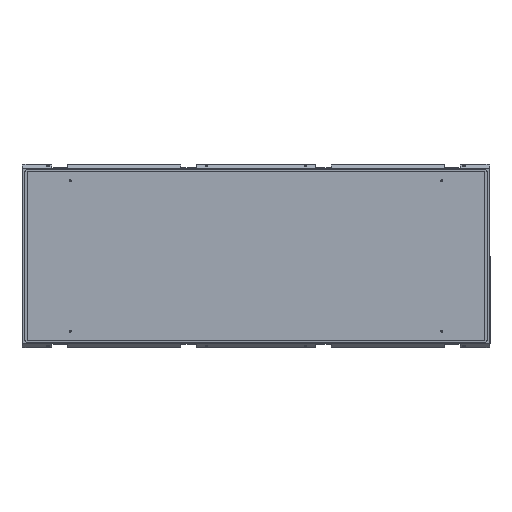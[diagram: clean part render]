
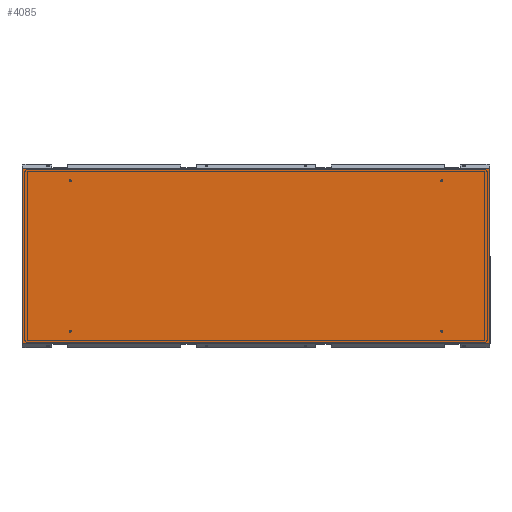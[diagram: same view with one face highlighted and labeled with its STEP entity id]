
A CAD part, left-side view. The second image highlights one B-rep face of the part: STEP entity #4085.
In plain terms, the highlighted face is planar.
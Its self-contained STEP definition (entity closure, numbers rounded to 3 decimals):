
#5 = VERTEX_POINT ( 'NONE', #5310 ) ;
#115 = LINE ( 'NONE', #4037, #3966 ) ;
#419 = DIRECTION ( 'NONE',  ( -1., 0., 0. ) ) ;
#459 = VERTEX_POINT ( 'NONE', #3671 ) ;
#649 = LINE ( 'NONE', #6470, #7000 ) ;
#763 = DIRECTION ( 'NONE',  ( 0., -1., 0. ) ) ;
#1002 = VECTOR ( 'NONE', #1263, 1000. ) ;
#1251 = EDGE_LOOP ( 'NONE', ( #7163, #1336, #3466, #6692 ) ) ;
#1263 = DIRECTION ( 'NONE',  ( 1., 0., 0. ) ) ;
#1336 = ORIENTED_EDGE ( 'NONE', *, *, #4971, .T. ) ;
#2539 = EDGE_CURVE ( 'NONE', #2914, #3464, #115, .T. ) ;
#2914 = VERTEX_POINT ( 'NONE', #5500 ) ;
#3464 = VERTEX_POINT ( 'NONE', #5364 ) ;
#3466 = ORIENTED_EDGE ( 'NONE', *, *, #2539, .T. ) ;
#3502 = CARTESIAN_POINT ( 'NONE',  ( 362.75, -970.5, 0. ) ) ;
#3579 = VECTOR ( 'NONE', #4367, 1000. ) ;
#3671 = CARTESIAN_POINT ( 'NONE',  ( 362.75, -970.5, 0. ) ) ;
#3966 = VECTOR ( 'NONE', #763, 1000. ) ;
#4037 = CARTESIAN_POINT ( 'NONE',  ( -362.75, -970.5, 0. ) ) ;
#4085 = ADVANCED_FACE ( 'NONE', ( #4432 ), #5681, .F. ) ;
#4367 = DIRECTION ( 'NONE',  ( 0., 1., 0. ) ) ;
#4432 = FACE_OUTER_BOUND ( 'NONE', #1251, .T. ) ;
#4971 = EDGE_CURVE ( 'NONE', #5, #2914, #649, .T. ) ;
#5310 = CARTESIAN_POINT ( 'NONE',  ( 362.75, 970.5, 0. ) ) ;
#5364 = CARTESIAN_POINT ( 'NONE',  ( -362.75, -970.5, 0. ) ) ;
#5500 = CARTESIAN_POINT ( 'NONE',  ( -362.75, 970.5, 0. ) ) ;
#5681 = PLANE ( 'NONE',  #6027 ) ;
#6027 = AXIS2_PLACEMENT_3D ( 'NONE', #6365, #8294, #419 ) ;
#6229 = EDGE_CURVE ( 'NONE', #459, #5, #6732, .T. ) ;
#6365 = CARTESIAN_POINT ( 'NONE',  ( 0., 0., 0. ) ) ;
#6405 = CARTESIAN_POINT ( 'NONE',  ( -362.75, -970.5, 0. ) ) ;
#6470 = CARTESIAN_POINT ( 'NONE',  ( -362.75, 970.5, 0. ) ) ;
#6692 = ORIENTED_EDGE ( 'NONE', *, *, #7398, .T. ) ;
#6732 = LINE ( 'NONE', #3502, #3579 ) ;
#7000 = VECTOR ( 'NONE', #7790, 1000. ) ;
#7163 = ORIENTED_EDGE ( 'NONE', *, *, #6229, .T. ) ;
#7170 = LINE ( 'NONE', #6405, #1002 ) ;
#7398 = EDGE_CURVE ( 'NONE', #3464, #459, #7170, .T. ) ;
#7790 = DIRECTION ( 'NONE',  ( -1., 0., 0. ) ) ;
#8294 = DIRECTION ( 'NONE',  ( 0., 0., -1. ) ) ;
